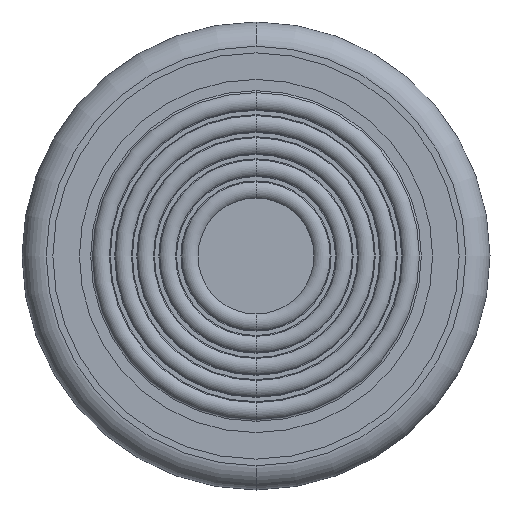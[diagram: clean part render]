
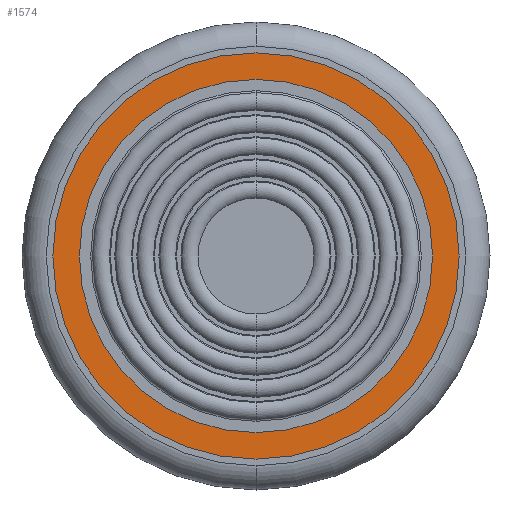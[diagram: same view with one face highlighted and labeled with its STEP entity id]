
A CAD part, front view. The second image highlights one B-rep face of the part: STEP entity #1574.
In plain terms, the highlighted planar face has unit normal (0, -1, 0).
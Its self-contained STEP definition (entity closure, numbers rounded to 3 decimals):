
#56 = VERTEX_POINT ( 'NONE', #5129 ) ;
#78 = DIRECTION ( 'NONE',  ( 0., 0., -1. ) ) ;
#250 = AXIS2_PLACEMENT_3D ( 'NONE', #3214, #3699, #729 ) ;
#611 = CIRCLE ( 'NONE', #4182, 9.2 ) ;
#689 = EDGE_LOOP ( 'NONE', ( #5092, #3319 ) ) ;
#729 = DIRECTION ( 'NONE',  ( 0., 0., -1. ) ) ;
#766 = AXIS2_PLACEMENT_3D ( 'NONE', #1312, #1345, #4567 ) ;
#989 = FACE_OUTER_BOUND ( 'NONE', #689, .T. ) ;
#1036 = CIRCLE ( 'NONE', #250, 8. ) ;
#1059 = VERTEX_POINT ( 'NONE', #1654 ) ;
#1312 = CARTESIAN_POINT ( 'NONE',  ( 0., -1.55, 0. ) ) ;
#1324 = CARTESIAN_POINT ( 'NONE',  ( 0., -1.55, 0. ) ) ;
#1345 = DIRECTION ( 'NONE',  ( 0., -1., 0. ) ) ;
#1346 = VERTEX_POINT ( 'NONE', #2662 ) ;
#1574 = ADVANCED_FACE ( 'NONE', ( #989, #5279 ), #3588, .T. ) ;
#1654 = CARTESIAN_POINT ( 'NONE',  ( 0., -1.55, -9.2 ) ) ;
#1665 = EDGE_CURVE ( 'NONE', #4067, #1059, #611, .T. ) ;
#1785 = CARTESIAN_POINT ( 'NONE',  ( 0., -1.55, 0. ) ) ;
#1853 = CARTESIAN_POINT ( 'NONE',  ( 0., -1.55, 0. ) ) ;
#1913 = EDGE_CURVE ( 'NONE', #1346, #56, #1036, .T. ) ;
#2068 = EDGE_LOOP ( 'NONE', ( #2653, #2449 ) ) ;
#2086 = AXIS2_PLACEMENT_3D ( 'NONE', #1853, #5184, #2770 ) ;
#2120 = DIRECTION ( 'NONE',  ( 0., -1., 0. ) ) ;
#2125 = DIRECTION ( 'NONE',  ( 0., 0., -1. ) ) ;
#2405 = EDGE_CURVE ( 'NONE', #56, #1346, #5046, .T. ) ;
#2449 = ORIENTED_EDGE ( 'NONE', *, *, #1913, .F. ) ;
#2653 = ORIENTED_EDGE ( 'NONE', *, *, #2405, .F. ) ;
#2662 = CARTESIAN_POINT ( 'NONE',  ( 0., -1.55, -8. ) ) ;
#2770 = DIRECTION ( 'NONE',  ( 0., 0., -1. ) ) ;
#3012 = CIRCLE ( 'NONE', #4834, 9.2 ) ;
#3214 = CARTESIAN_POINT ( 'NONE',  ( 0., -1.55, 0. ) ) ;
#3319 = ORIENTED_EDGE ( 'NONE', *, *, #3790, .T. ) ;
#3588 = PLANE ( 'NONE',  #2086 ) ;
#3699 = DIRECTION ( 'NONE',  ( 0., -1., 0. ) ) ;
#3790 = EDGE_CURVE ( 'NONE', #1059, #4067, #3012, .T. ) ;
#4067 = VERTEX_POINT ( 'NONE', #4766 ) ;
#4182 = AXIS2_PLACEMENT_3D ( 'NONE', #1324, #2120, #78 ) ;
#4567 = DIRECTION ( 'NONE',  ( 0., 0., -1. ) ) ;
#4766 = CARTESIAN_POINT ( 'NONE',  ( 0., -1.55, 9.2 ) ) ;
#4834 = AXIS2_PLACEMENT_3D ( 'NONE', #1785, #5148, #2125 ) ;
#5046 = CIRCLE ( 'NONE', #766, 8. ) ;
#5092 = ORIENTED_EDGE ( 'NONE', *, *, #1665, .T. ) ;
#5129 = CARTESIAN_POINT ( 'NONE',  ( 0., -1.55, 8. ) ) ;
#5148 = DIRECTION ( 'NONE',  ( 0., -1., 0. ) ) ;
#5184 = DIRECTION ( 'NONE',  ( 0., -1., 0. ) ) ;
#5279 = FACE_BOUND ( 'NONE', #2068, .T. ) ;
